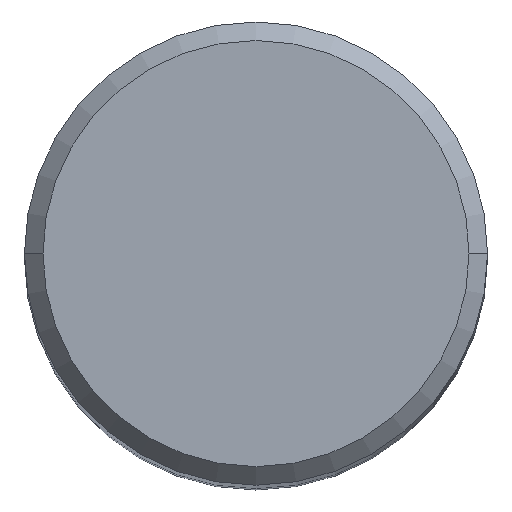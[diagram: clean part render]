
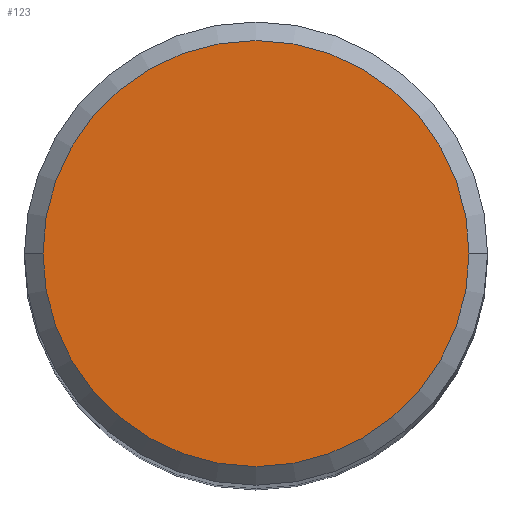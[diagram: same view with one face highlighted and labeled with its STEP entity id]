
A CAD part, top view. The second image highlights one B-rep face of the part: STEP entity #123.
In plain terms, the highlighted planar face has unit normal (0, 0, 1).
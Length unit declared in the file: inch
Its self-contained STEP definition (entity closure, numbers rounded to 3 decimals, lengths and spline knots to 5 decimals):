
#12 = DIRECTION ( 'NONE',  ( 1., 0., 0. ) ) ;
#43 = CARTESIAN_POINT ( 'NONE',  ( 0., 0.23, 0. ) ) ;
#82 = CARTESIAN_POINT ( 'NONE',  ( 0., 0., 0. ) ) ;
#89 = VERTEX_POINT ( 'NONE', #406 ) ;
#113 = DIRECTION ( 'NONE',  ( 0., 0., 1. ) ) ;
#114 = DIRECTION ( 'NONE',  ( 0., 0., -1. ) ) ;
#122 = DIRECTION ( 'NONE',  ( 0., 0., 1. ) ) ;
#123 = ADVANCED_FACE ( 'NONE', ( #210 ), #267, .F. ) ;
#154 = CARTESIAN_POINT ( 'NONE',  ( 0., 0., 0. ) ) ;
#158 = VERTEX_POINT ( 'NONE', #238 ) ;
#166 = EDGE_CURVE ( 'NONE', #158, #89, #309, .T. ) ;
#196 = EDGE_LOOP ( 'NONE', ( #385, #352 ) ) ;
#197 = AXIS2_PLACEMENT_3D ( 'NONE', #154, #122, #345 ) ;
#210 = FACE_OUTER_BOUND ( 'NONE', #196, .T. ) ;
#238 = CARTESIAN_POINT ( 'NONE',  ( -0.23, 0., 0. ) ) ;
#246 = AXIS2_PLACEMENT_3D ( 'NONE', #82, #113, #12 ) ;
#267 = PLANE ( 'NONE',  #341 ) ;
#309 = CIRCLE ( 'NONE', #246, 0.23 ) ;
#335 = DIRECTION ( 'NONE',  ( -1., 0., 0. ) ) ;
#341 = AXIS2_PLACEMENT_3D ( 'NONE', #43, #114, #335 ) ;
#345 = DIRECTION ( 'NONE',  ( 1., 0., 0. ) ) ;
#352 = ORIENTED_EDGE ( 'NONE', *, *, #364, .T. ) ;
#364 = EDGE_CURVE ( 'NONE', #89, #158, #377, .T. ) ;
#377 = CIRCLE ( 'NONE', #197, 0.23 ) ;
#385 = ORIENTED_EDGE ( 'NONE', *, *, #166, .T. ) ;
#406 = CARTESIAN_POINT ( 'NONE',  ( 0.23, 0., 0. ) ) ;
